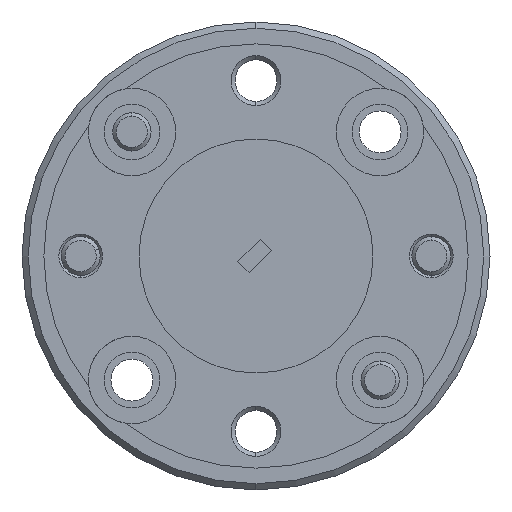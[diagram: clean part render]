
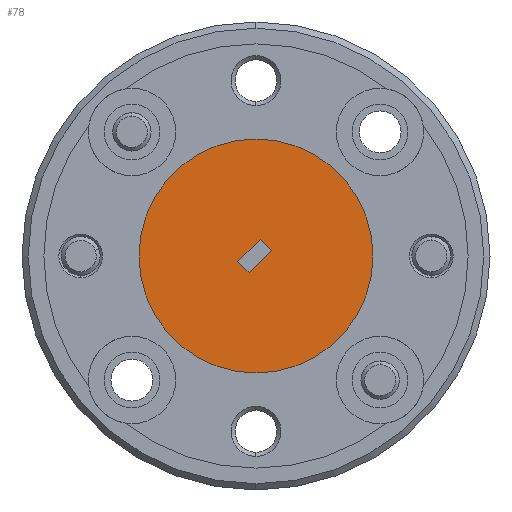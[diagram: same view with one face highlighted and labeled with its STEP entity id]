
A CAD part, left-side view. The second image highlights one B-rep face of the part: STEP entity #78.
In plain terms, the highlighted planar face has unit normal (-1, 0, 0).
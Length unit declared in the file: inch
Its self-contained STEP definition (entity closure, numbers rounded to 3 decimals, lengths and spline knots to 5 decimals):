
#54 = CARTESIAN_POINT ( 'NONE',  ( -2.31998, 0.85432, 0.2285 ) ) ;
#78 = ADVANCED_FACE ( 'NONE', ( #1854, #3430 ), #2905, .F. ) ;
#264 = VERTEX_POINT ( 'NONE', #3730 ) ;
#339 = EDGE_LOOP ( 'NONE', ( #1589, #5066, #2674, #2611 ) ) ;
#452 = CARTESIAN_POINT ( 'NONE',  ( -2.31998, 0.87235, 0.24653 ) ) ;
#509 = VERTEX_POINT ( 'NONE', #3247 ) ;
#616 = CARTESIAN_POINT ( 'NONE',  ( -2.31998, 0.85432, 0.2285 ) ) ;
#677 = EDGE_CURVE ( 'NONE', #3226, #509, #3369, .T. ) ;
#884 = AXIS2_PLACEMENT_3D ( 'NONE', #3923, #3035, #3509 ) ;
#908 = VERTEX_POINT ( 'NONE', #2360 ) ;
#1038 = DIRECTION ( 'NONE',  ( 0., 0., 1. ) ) ;
#1114 = LINE ( 'NONE', #452, #3586 ) ;
#1191 = DIRECTION ( 'NONE',  ( 0., 0., 1. ) ) ;
#1518 = ORIENTED_EDGE ( 'NONE', *, *, #1625, .T. ) ;
#1589 = ORIENTED_EDGE ( 'NONE', *, *, #3790, .F. ) ;
#1603 = VECTOR ( 'NONE', #4934, 39.37008 ) ;
#1625 = EDGE_CURVE ( 'NONE', #908, #3147, #1978, .T. ) ;
#1791 = DIRECTION ( 'NONE',  ( 0., -0.707, 0.707 ) ) ;
#1854 = FACE_OUTER_BOUND ( 'NONE', #3268, .T. ) ;
#1978 = CIRCLE ( 'NONE', #2706, 0.1875 ) ;
#2014 = DIRECTION ( 'NONE',  ( -1., 0., 0. ) ) ;
#2203 = CARTESIAN_POINT ( 'NONE',  ( -2.31998, 0.83629, 0.2826 ) ) ;
#2207 = VECTOR ( 'NONE', #1791, 39.37008 ) ;
#2267 = CARTESIAN_POINT ( 'NONE',  ( -2.31998, 0.84317, 0.06812 ) ) ;
#2360 = CARTESIAN_POINT ( 'NONE',  ( -2.31998, 0.84317, 0.44312 ) ) ;
#2406 = DIRECTION ( 'NONE',  ( 0., 0.707, -0.707 ) ) ;
#2439 = VECTOR ( 'NONE', #2572, 39.37008 ) ;
#2480 = VERTEX_POINT ( 'NONE', #2809 ) ;
#2572 = DIRECTION ( 'NONE',  ( 0., -0.707, -0.707 ) ) ;
#2611 = ORIENTED_EDGE ( 'NONE', *, *, #2764, .F. ) ;
#2674 = ORIENTED_EDGE ( 'NONE', *, *, #3053, .F. ) ;
#2706 = AXIS2_PLACEMENT_3D ( 'NONE', #2858, #2014, #1191 ) ;
#2764 = EDGE_CURVE ( 'NONE', #2480, #264, #1114, .T. ) ;
#2809 = CARTESIAN_POINT ( 'NONE',  ( -2.31998, 0.83629, 0.2826 ) ) ;
#2858 = CARTESIAN_POINT ( 'NONE',  ( -2.31998, 0.84317, 0.25562 ) ) ;
#2905 = PLANE ( 'NONE',  #884 ) ;
#2987 = DIRECTION ( 'NONE',  ( -1., 0., 0. ) ) ;
#3015 = AXIS2_PLACEMENT_3D ( 'NONE', #3815, #2987, #1038 ) ;
#3035 = DIRECTION ( 'NONE',  ( 1., 0., 0. ) ) ;
#3053 = EDGE_CURVE ( 'NONE', #264, #3226, #3434, .T. ) ;
#3101 = EDGE_CURVE ( 'NONE', #3147, #908, #4492, .T. ) ;
#3147 = VERTEX_POINT ( 'NONE', #2267 ) ;
#3226 = VERTEX_POINT ( 'NONE', #54 ) ;
#3247 = CARTESIAN_POINT ( 'NONE',  ( -2.31998, 0.81826, 0.26457 ) ) ;
#3268 = EDGE_LOOP ( 'NONE', ( #1518, #4285 ) ) ;
#3369 = LINE ( 'NONE', #4598, #2207 ) ;
#3430 = FACE_BOUND ( 'NONE', #339, .T. ) ;
#3434 = LINE ( 'NONE', #616, #2439 ) ;
#3509 = DIRECTION ( 'NONE',  ( 0., 1., 0. ) ) ;
#3586 = VECTOR ( 'NONE', #2406, 39.37008 ) ;
#3730 = CARTESIAN_POINT ( 'NONE',  ( -2.31998, 0.87235, 0.24653 ) ) ;
#3790 = EDGE_CURVE ( 'NONE', #509, #2480, #4860, .T. ) ;
#3815 = CARTESIAN_POINT ( 'NONE',  ( -2.31998, 0.84317, 0.25562 ) ) ;
#3923 = CARTESIAN_POINT ( 'NONE',  ( -2.31998, 1.21817, 0.25562 ) ) ;
#4285 = ORIENTED_EDGE ( 'NONE', *, *, #3101, .T. ) ;
#4492 = CIRCLE ( 'NONE', #3015, 0.1875 ) ;
#4598 = CARTESIAN_POINT ( 'NONE',  ( -2.31998, 0.81826, 0.26457 ) ) ;
#4860 = LINE ( 'NONE', #2203, #1603 ) ;
#4934 = DIRECTION ( 'NONE',  ( 0., 0.707, 0.707 ) ) ;
#5066 = ORIENTED_EDGE ( 'NONE', *, *, #677, .F. ) ;
